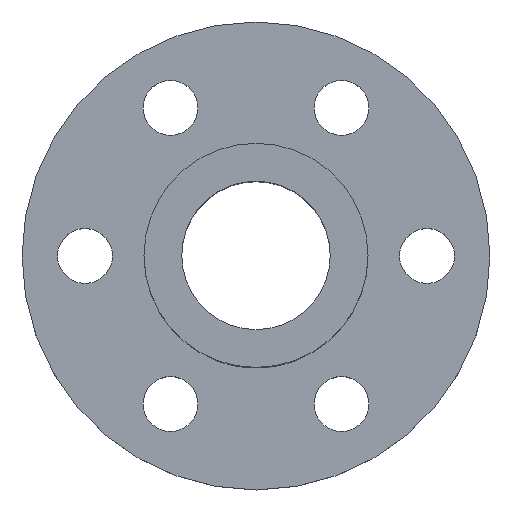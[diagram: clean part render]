
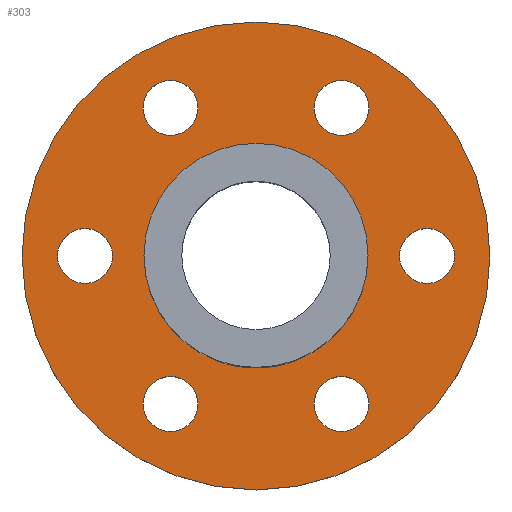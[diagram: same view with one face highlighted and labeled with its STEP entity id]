
A CAD part, top view. The second image highlights one B-rep face of the part: STEP entity #303.
In plain terms, the highlighted planar face has unit normal (0, 0, 1).
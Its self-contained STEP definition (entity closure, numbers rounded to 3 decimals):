
#16=FACE_BOUND('',#62,.T.);
#17=FACE_BOUND('',#63,.T.);
#18=FACE_BOUND('',#64,.T.);
#19=FACE_BOUND('',#65,.T.);
#20=FACE_BOUND('',#66,.T.);
#21=FACE_BOUND('',#67,.T.);
#22=FACE_BOUND('',#68,.T.);
#35=PLANE('',#338);
#43=FACE_OUTER_BOUND('',#61,.T.);
#61=EDGE_LOOP('',(#230));
#62=EDGE_LOOP('',(#231));
#63=EDGE_LOOP('',(#232));
#64=EDGE_LOOP('',(#233));
#65=EDGE_LOOP('',(#234));
#66=EDGE_LOOP('',(#235));
#67=EDGE_LOOP('',(#236));
#68=EDGE_LOOP('',(#237));
#91=CIRCLE('',#339,26.);
#92=CIRCLE('',#340,3.05);
#93=CIRCLE('',#341,3.05);
#94=CIRCLE('',#342,3.05);
#95=CIRCLE('',#343,3.05);
#96=CIRCLE('',#344,3.05);
#97=CIRCLE('',#345,3.05);
#98=CIRCLE('',#346,12.45);
#153=VERTEX_POINT('',#524);
#154=VERTEX_POINT('',#526);
#155=VERTEX_POINT('',#528);
#156=VERTEX_POINT('',#530);
#157=VERTEX_POINT('',#532);
#158=VERTEX_POINT('',#534);
#159=VERTEX_POINT('',#536);
#160=VERTEX_POINT('',#538);
#183=EDGE_CURVE('',#153,#153,#91,.T.);
#184=EDGE_CURVE('',#154,#154,#92,.T.);
#185=EDGE_CURVE('',#155,#155,#93,.T.);
#186=EDGE_CURVE('',#156,#156,#94,.T.);
#187=EDGE_CURVE('',#157,#157,#95,.T.);
#188=EDGE_CURVE('',#158,#158,#96,.T.);
#189=EDGE_CURVE('',#159,#159,#97,.T.);
#190=EDGE_CURVE('',#160,#160,#98,.T.);
#230=ORIENTED_EDGE('',*,*,#183,.T.);
#231=ORIENTED_EDGE('',*,*,#184,.T.);
#232=ORIENTED_EDGE('',*,*,#185,.T.);
#233=ORIENTED_EDGE('',*,*,#186,.T.);
#234=ORIENTED_EDGE('',*,*,#187,.T.);
#235=ORIENTED_EDGE('',*,*,#188,.T.);
#236=ORIENTED_EDGE('',*,*,#189,.T.);
#237=ORIENTED_EDGE('',*,*,#190,.F.);
#303=ADVANCED_FACE('',(#43,#16,#17,#18,#19,#20,#21,#22),#35,.T.);
#338=AXIS2_PLACEMENT_3D('',#523,#395,#396);
#339=AXIS2_PLACEMENT_3D('',#525,#397,#398);
#340=AXIS2_PLACEMENT_3D('',#527,#399,#400);
#341=AXIS2_PLACEMENT_3D('',#529,#401,#402);
#342=AXIS2_PLACEMENT_3D('',#531,#403,#404);
#343=AXIS2_PLACEMENT_3D('',#533,#405,#406);
#344=AXIS2_PLACEMENT_3D('',#535,#407,#408);
#345=AXIS2_PLACEMENT_3D('',#537,#409,#410);
#346=AXIS2_PLACEMENT_3D('',#539,#411,#412);
#395=DIRECTION('center_axis',(0.,0.,1.));
#396=DIRECTION('ref_axis',(1.,0.,0.));
#397=DIRECTION('center_axis',(0.,0.,1.));
#398=DIRECTION('ref_axis',(1.,0.,0.));
#399=DIRECTION('center_axis',(0.,0.,-1.));
#400=DIRECTION('ref_axis',(1.,0.,0.));
#401=DIRECTION('center_axis',(0.,0.,-1.));
#402=DIRECTION('ref_axis',(1.,0.,0.));
#403=DIRECTION('center_axis',(0.,0.,-1.));
#404=DIRECTION('ref_axis',(1.,0.,0.));
#405=DIRECTION('center_axis',(0.,0.,-1.));
#406=DIRECTION('ref_axis',(1.,0.,0.));
#407=DIRECTION('center_axis',(0.,0.,-1.));
#408=DIRECTION('ref_axis',(1.,0.,0.));
#409=DIRECTION('center_axis',(0.,0.,-1.));
#410=DIRECTION('ref_axis',(1.,0.,0.));
#411=DIRECTION('center_axis',(0.,0.,1.));
#412=DIRECTION('ref_axis',(1.,0.,0.));
#523=CARTESIAN_POINT('Origin',(0.,0.,0.));
#524=CARTESIAN_POINT('',(-26.,0.,0.));
#525=CARTESIAN_POINT('Origin',(0.,0.,0.));
#526=CARTESIAN_POINT('',(15.95,0.,0.));
#527=CARTESIAN_POINT('Origin',(19.,0.,0.));
#528=CARTESIAN_POINT('',(-22.05,0.,0.));
#529=CARTESIAN_POINT('Origin',(-19.,0.,0.));
#530=CARTESIAN_POINT('',(6.45,16.454,0.));
#531=CARTESIAN_POINT('Origin',(9.5,16.454,0.));
#532=CARTESIAN_POINT('',(-12.55,-16.454,0.));
#533=CARTESIAN_POINT('Origin',(-9.5,-16.454,0.));
#534=CARTESIAN_POINT('',(-12.55,16.454,0.));
#535=CARTESIAN_POINT('Origin',(-9.5,16.454,0.));
#536=CARTESIAN_POINT('',(6.45,-16.454,0.));
#537=CARTESIAN_POINT('Origin',(9.5,-16.454,0.));
#538=CARTESIAN_POINT('',(-12.45,0.,0.));
#539=CARTESIAN_POINT('Origin',(0.,0.,0.));
